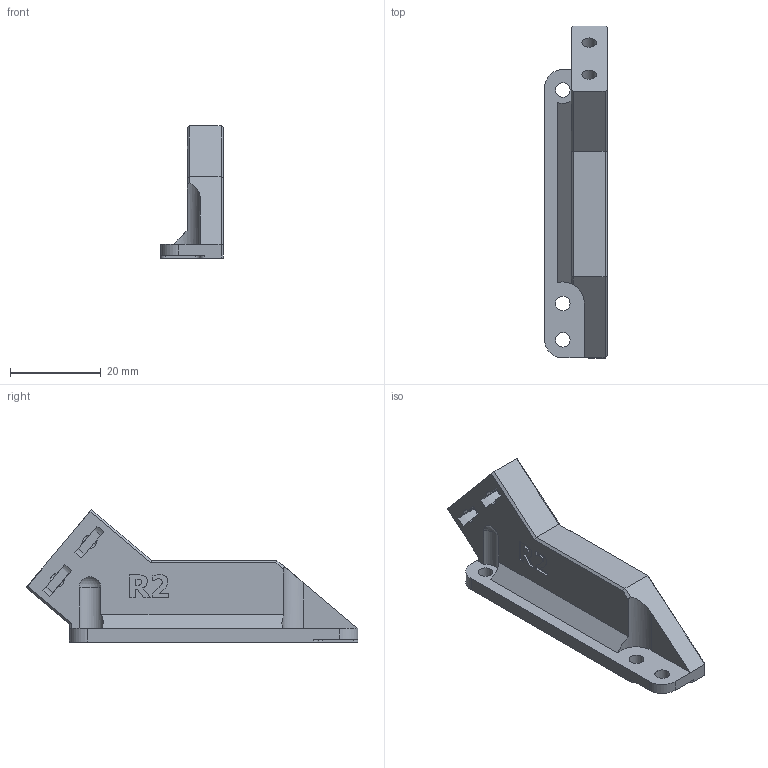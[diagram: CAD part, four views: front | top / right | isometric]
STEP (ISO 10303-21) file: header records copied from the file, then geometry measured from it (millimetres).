
FILE_DESCRIPTION(/* description */ (''),/* implementation_level */ '2;1');
FILE_NAME(/* name */ 'xlcd-support-left-R2.stp',/* time_stamp */ '2023-07-10T12:29:28+02:00',/* author */ ('Eliáš Knor'),/* organization */ (''),/* preprocessor_version */ 'ST-DEVELOPER v19',/* originating_system */ 'Autodesk Inventor 2023',/* authorisation */ '');
FILE_SCHEMA (('AUTOMOTIVE_DESIGN { 1 0 10303 214 3 1 1 }'));
Length unit declared in the file: millimetre
Products named in the file (1): xlcd_support_left_E2
Bounding box: 13.8 x 73.06 x 29.1 mm (x, y, z)
Volume: 10262.6 mm3; surface area: 4807.3 mm2
Topology: 1 solids, 1 shells, 99 faces, 274 edges, 180 vertices
Faces by surface type: plane 60, cylinder 22, bspline 16, sphere 1
Full cylindrical faces by diameter (mm): 3.2 x7
Entity records: 3393 total; most frequent: CARTESIAN_POINT 882, ORIENTED_EDGE 548, DIRECTION 446, EDGE_CURVE 274, LINE 190, VECTOR 190, VERTEX_POINT 180, AXIS2_PLACEMENT_3D 128
